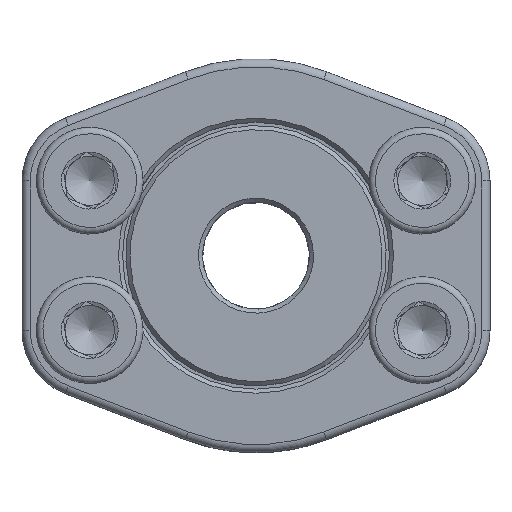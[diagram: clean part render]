
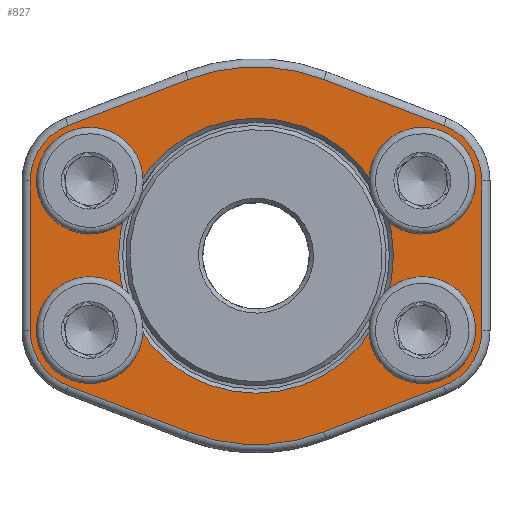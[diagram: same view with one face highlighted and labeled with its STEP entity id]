
A CAD part, top view. The second image highlights one B-rep face of the part: STEP entity #827.
In plain terms, the highlighted face is planar.
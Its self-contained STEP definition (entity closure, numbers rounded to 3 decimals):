
#428=LINE('',#3899,#488);
#429=LINE('',#3904,#489);
#430=LINE('',#3908,#490);
#431=LINE('',#3912,#491);
#432=LINE('',#3916,#492);
#433=LINE('',#3920,#493);
#488=VECTOR('',#3029,1.);
#489=VECTOR('',#3032,1.);
#490=VECTOR('',#3035,1.);
#491=VECTOR('',#3038,1.);
#492=VECTOR('',#3041,1.);
#493=VECTOR('',#3044,1.);
#687=FACE_BOUND('',#1129,.T.);
#688=FACE_BOUND('',#1130,.T.);
#689=FACE_BOUND('',#1131,.T.);
#690=FACE_BOUND('',#1132,.T.);
#691=FACE_BOUND('',#1133,.T.);
#692=FACE_BOUND('',#1134,.T.);
#827=ADVANCED_FACE('',(#687,#688,#689,#690,#691,#692),#943,.T.);
#943=PLANE('',#2548);
#1129=EDGE_LOOP('',(#1512,#1513,#1514,#1515,#1516,#1517,#1518,#1519,#1520,
#1521,#1522,#1523));
#1130=EDGE_LOOP('',(#1524));
#1131=EDGE_LOOP('',(#1525));
#1132=EDGE_LOOP('',(#1526));
#1133=EDGE_LOOP('',(#1527));
#1134=EDGE_LOOP('',(#1528));
#1512=ORIENTED_EDGE('',*,*,#2134,.T.);
#1513=ORIENTED_EDGE('',*,*,#2135,.T.);
#1514=ORIENTED_EDGE('',*,*,#2136,.T.);
#1515=ORIENTED_EDGE('',*,*,#2137,.T.);
#1516=ORIENTED_EDGE('',*,*,#2138,.T.);
#1517=ORIENTED_EDGE('',*,*,#2139,.T.);
#1518=ORIENTED_EDGE('',*,*,#2140,.T.);
#1519=ORIENTED_EDGE('',*,*,#2141,.T.);
#1520=ORIENTED_EDGE('',*,*,#2142,.T.);
#1521=ORIENTED_EDGE('',*,*,#2143,.T.);
#1522=ORIENTED_EDGE('',*,*,#2144,.T.);
#1523=ORIENTED_EDGE('',*,*,#2145,.T.);
#1524=ORIENTED_EDGE('',*,*,#2146,.T.);
#1525=ORIENTED_EDGE('',*,*,#2147,.T.);
#1526=ORIENTED_EDGE('',*,*,#2148,.T.);
#1527=ORIENTED_EDGE('',*,*,#2149,.T.);
#1528=ORIENTED_EDGE('',*,*,#2150,.T.);
#1914=VERTEX_POINT('',#3900);
#1915=VERTEX_POINT('',#3901);
#1916=VERTEX_POINT('',#3903);
#1917=VERTEX_POINT('',#3905);
#1918=VERTEX_POINT('',#3907);
#1919=VERTEX_POINT('',#3909);
#1920=VERTEX_POINT('',#3911);
#1921=VERTEX_POINT('',#3913);
#1922=VERTEX_POINT('',#3915);
#1923=VERTEX_POINT('',#3917);
#1924=VERTEX_POINT('',#3919);
#1925=VERTEX_POINT('',#3921);
#1926=VERTEX_POINT('',#3924);
#1927=VERTEX_POINT('',#3926);
#1928=VERTEX_POINT('',#3928);
#1929=VERTEX_POINT('',#3930);
#1930=VERTEX_POINT('',#3932);
#2134=EDGE_CURVE('',#1914,#1915,#428,.T.);
#2135=EDGE_CURVE('',#1915,#1916,#2314,.T.);
#2136=EDGE_CURVE('',#1916,#1917,#429,.T.);
#2137=EDGE_CURVE('',#1917,#1918,#2315,.T.);
#2138=EDGE_CURVE('',#1918,#1919,#430,.T.);
#2139=EDGE_CURVE('',#1919,#1920,#2316,.T.);
#2140=EDGE_CURVE('',#1920,#1921,#431,.T.);
#2141=EDGE_CURVE('',#1921,#1922,#2317,.T.);
#2142=EDGE_CURVE('',#1922,#1923,#432,.T.);
#2143=EDGE_CURVE('',#1923,#1924,#2318,.T.);
#2144=EDGE_CURVE('',#1924,#1925,#433,.T.);
#2145=EDGE_CURVE('',#1925,#1914,#2319,.T.);
#2146=EDGE_CURVE('',#1926,#1926,#2320,.T.);
#2147=EDGE_CURVE('',#1927,#1927,#2321,.T.);
#2148=EDGE_CURVE('',#1928,#1928,#2322,.T.);
#2149=EDGE_CURVE('',#1929,#1929,#2323,.T.);
#2150=EDGE_CURVE('',#1930,#1930,#2324,.T.);
#2314=CIRCLE('',#2537,7.25);
#2315=CIRCLE('',#2538,7.25);
#2316=CIRCLE('',#2539,23.);
#2317=CIRCLE('',#2540,7.25);
#2318=CIRCLE('',#2541,7.25);
#2319=CIRCLE('',#2542,23.);
#2320=CIRCLE('',#2543,16.75);
#2321=CIRCLE('',#2544,5.1);
#2322=CIRCLE('',#2545,5.1);
#2323=CIRCLE('',#2546,5.1);
#2324=CIRCLE('',#2547,5.1);
#2537=AXIS2_PLACEMENT_3D('',#3902,#3030,#3031);
#2538=AXIS2_PLACEMENT_3D('',#3906,#3033,#3034);
#2539=AXIS2_PLACEMENT_3D('',#3910,#3036,#3037);
#2540=AXIS2_PLACEMENT_3D('',#3914,#3039,#3040);
#2541=AXIS2_PLACEMENT_3D('',#3918,#3042,#3043);
#2542=AXIS2_PLACEMENT_3D('',#3922,#3045,#3046);
#2543=AXIS2_PLACEMENT_3D('',#3923,#3047,#3048);
#2544=AXIS2_PLACEMENT_3D('',#3925,#3049,#3050);
#2545=AXIS2_PLACEMENT_3D('',#3927,#3051,#3052);
#2546=AXIS2_PLACEMENT_3D('',#3929,#3053,#3054);
#2547=AXIS2_PLACEMENT_3D('',#3931,#3055,#3056);
#2548=AXIS2_PLACEMENT_3D('',#3933,#3057,#3058);
#3029=DIRECTION('',(-0.934,0.358,0.));
#3030=DIRECTION('',(0.,0.,-1.));
#3031=DIRECTION('',(-1.,0.,0.));
#3032=DIRECTION('',(0.,1.,0.));
#3033=DIRECTION('',(0.,0.,-1.));
#3034=DIRECTION('',(-1.,0.,0.));
#3035=DIRECTION('',(0.934,0.358,0.));
#3036=DIRECTION('',(0.,0.,-1.));
#3037=DIRECTION('',(-1.,0.,0.));
#3038=DIRECTION('',(0.934,-0.358,0.));
#3039=DIRECTION('',(0.,0.,-1.));
#3040=DIRECTION('',(-1.,0.,0.));
#3041=DIRECTION('',(0.,-1.,0.));
#3042=DIRECTION('',(0.,0.,-1.));
#3043=DIRECTION('',(-1.,0.,0.));
#3044=DIRECTION('',(-0.934,-0.358,0.));
#3045=DIRECTION('',(0.,0.,-1.));
#3046=DIRECTION('',(-1.,0.,0.));
#3047=DIRECTION('',(0.,0.,1.));
#3048=DIRECTION('',(-1.,0.,0.));
#3049=DIRECTION('',(0.,0.,1.));
#3050=DIRECTION('',(-1.,0.,0.));
#3051=DIRECTION('',(0.,0.,1.));
#3052=DIRECTION('',(-1.,0.,0.));
#3053=DIRECTION('',(0.,0.,1.));
#3054=DIRECTION('',(-1.,0.,0.));
#3055=DIRECTION('',(0.,0.,1.));
#3056=DIRECTION('',(-1.,0.,0.));
#3057=DIRECTION('',(0.,0.,-1.));
#3058=DIRECTION('',(-1.,0.,0.));
#3899=CARTESIAN_POINT('',(12.456,-29.414,0.));
#3900=CARTESIAN_POINT('',(-8.239,-21.474,0.));
#3901=CARTESIAN_POINT('',(-22.847,-15.869,0.));
#3902=CARTESIAN_POINT('',(-20.25,-9.1,0.));
#3903=CARTESIAN_POINT('',(-27.5,-9.1,0.));
#3904=CARTESIAN_POINT('',(-27.5,-9.1,0.));
#3905=CARTESIAN_POINT('',(-27.5,9.1,0.));
#3906=CARTESIAN_POINT('',(-20.25,9.1,0.));
#3907=CARTESIAN_POINT('',(-22.847,15.869,0.));
#3908=CARTESIAN_POINT('',(6.369,27.078,0.));
#3909=CARTESIAN_POINT('',(-8.239,21.474,0.));
#3910=CARTESIAN_POINT('',(0.,0.,0.));
#3911=CARTESIAN_POINT('',(8.239,21.474,0.));
#3912=CARTESIAN_POINT('',(28.934,13.533,0.));
#3913=CARTESIAN_POINT('',(22.847,15.869,0.));
#3914=CARTESIAN_POINT('',(20.25,9.1,0.));
#3915=CARTESIAN_POINT('',(27.5,9.1,0.));
#3916=CARTESIAN_POINT('',(27.5,-9.1,0.));
#3917=CARTESIAN_POINT('',(27.5,-9.1,0.));
#3918=CARTESIAN_POINT('',(20.25,-9.1,0.));
#3919=CARTESIAN_POINT('',(22.847,-15.869,0.));
#3920=CARTESIAN_POINT('',(22.847,-15.869,0.));
#3921=CARTESIAN_POINT('',(8.239,-21.474,0.));
#3922=CARTESIAN_POINT('',(0.,0.,0.));
#3923=CARTESIAN_POINT('',(0.,0.,0.));
#3924=CARTESIAN_POINT('',(-16.75,0.,0.));
#3925=CARTESIAN_POINT('',(-20.25,-9.1,0.));
#3926=CARTESIAN_POINT('',(-25.35,-9.1,0.));
#3927=CARTESIAN_POINT('',(-20.25,9.1,0.));
#3928=CARTESIAN_POINT('',(-25.35,9.1,0.));
#3929=CARTESIAN_POINT('',(20.25,-9.1,0.));
#3930=CARTESIAN_POINT('',(15.15,-9.1,0.));
#3931=CARTESIAN_POINT('',(20.25,9.1,0.));
#3932=CARTESIAN_POINT('',(15.15,9.1,0.));
#3933=CARTESIAN_POINT('',(20.25,-9.1,0.));
